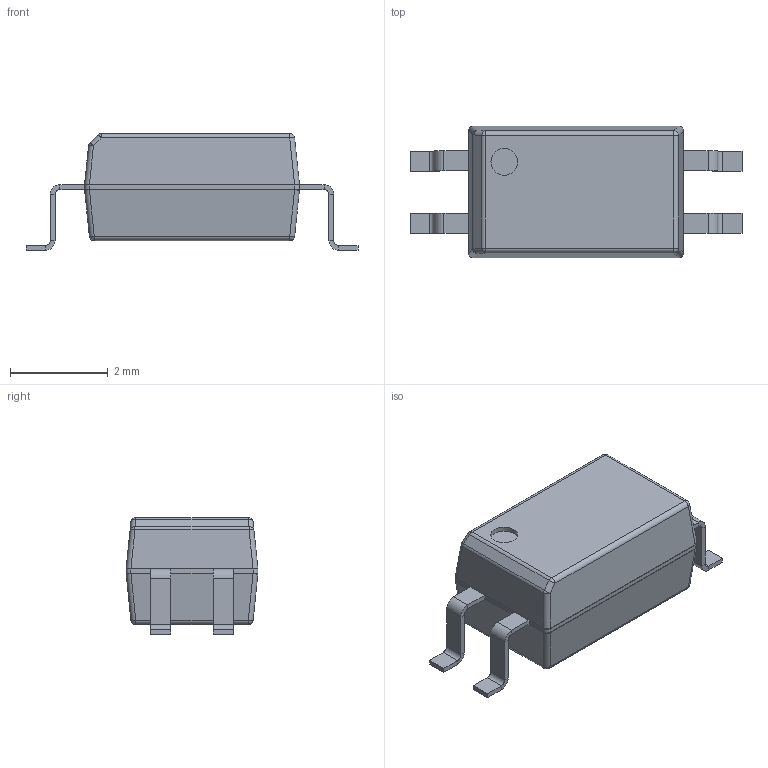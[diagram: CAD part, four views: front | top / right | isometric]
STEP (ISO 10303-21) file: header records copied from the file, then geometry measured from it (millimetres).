
FILE_DESCRIPTION(/* description */ (''),/* implementation_level */ '2;1');
FILE_NAME(/* name */ 'HMHA2801 v2.step',/* time_stamp */ '2019-11-05T16:35:59+01:00',/* author */ (''),/* organization */ (''),/* preprocessor_version */ 'ST-DEVELOPER v18',/* originating_system */ 'Autodesk Translation Framework v8.2.0.1029',/* authorisation */ '');
FILE_SCHEMA (('AUTOMOTIVE_DESIGN { 1 0 10303 214 3 1 1 }'));
Length unit declared in the file: millimetre
Products named in the file (5): HMHA2801; 5864056496; Body; Open_CASCADE_STEP_translator_6.8_24.2; Leader
Assembly tree (7 placements, depth 4):
  HMHA2801
    5864056496
      Body
        Open_CASCADE_STEP_translator_6.8_24.2
      Leader  x4
Bounding box: 6.79 x 2.7 x 2.39 mm (x, y, z)
Volume: 24.7 mm3; surface area: 59.5 mm2
Topology: 5 solids, 5 shells, 154 faces, 315 edges, 162 vertices
Faces by surface type: plane 88, cylinder 48, sphere 10, bspline 8
Full cylindrical faces by diameter (mm): 0.55 x1
Entity records: 3322 total; most frequent: CARTESIAN_POINT 1435, DIRECTION 383, ORIENTED_EDGE 346, EDGE_CURVE 173, AXIS2_PLACEMENT_3D 142, LINE 99, VECTOR 99, VERTEX_POINT 90
